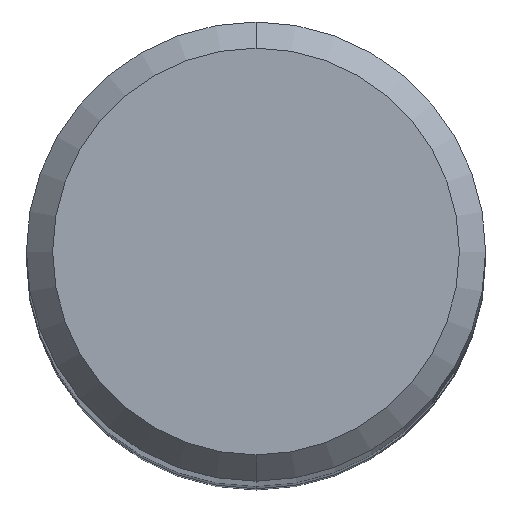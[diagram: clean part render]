
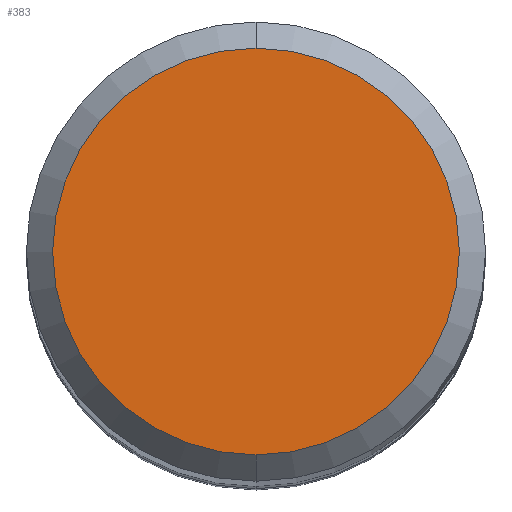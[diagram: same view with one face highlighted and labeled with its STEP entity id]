
A CAD part, top view. The second image highlights one B-rep face of the part: STEP entity #383.
In plain terms, the highlighted planar face has unit normal (0, 0, 1).
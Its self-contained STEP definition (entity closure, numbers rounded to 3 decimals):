
#383=ADVANCED_FACE('',(#786),#787,.T.);
#467=EDGE_CURVE('',#563,#555,#879,.T.);
#547=EDGE_CURVE('',#555,#563,#968,.T.);
#555=VERTEX_POINT('',#979);
#563=VERTEX_POINT('',#988);
#786=FACE_OUTER_BOUND('',#1330,.T.);
#787=PLANE('',#1331);
#879=CIRCLE('',#1514,3.1);
#968=CIRCLE('',#1679,3.1);
#979=CARTESIAN_POINT('',(0.,-3.1,0.0));
#988=CARTESIAN_POINT('',(0.0,3.1,0.0));
#1330=EDGE_LOOP('',(#1989,#1990));
#1331=AXIS2_PLACEMENT_3D('',#1991,#1992,#1993);
#1514=AXIS2_PLACEMENT_3D('',#2093,#2094,#2095);
#1679=AXIS2_PLACEMENT_3D('',#2194,#2195,#2196);
#1989=ORIENTED_EDGE('',*,*,#467,.F.);
#1990=ORIENTED_EDGE('',*,*,#547,.F.);
#1991=CARTESIAN_POINT('',(0.0,1.55,0.0));
#1992=DIRECTION('',(-0.0,0.0,1.0));
#1993=DIRECTION('',(0.0,-1.0,0.0));
#2093=CARTESIAN_POINT('',(0.0,0.0,0.0));
#2094=DIRECTION('',(0.0,0.0,-1.0));
#2095=DIRECTION('',(0.0,1.0,0.0));
#2194=CARTESIAN_POINT('',(0.0,0.0,0.0));
#2195=DIRECTION('',(0.0,0.0,-1.0));
#2196=DIRECTION('',(0.0,1.0,0.0));
